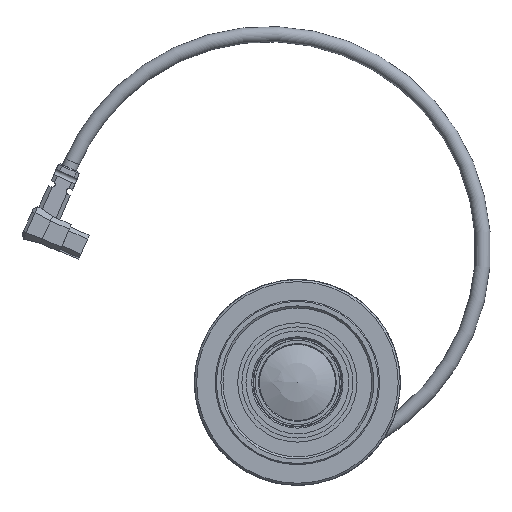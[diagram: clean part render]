
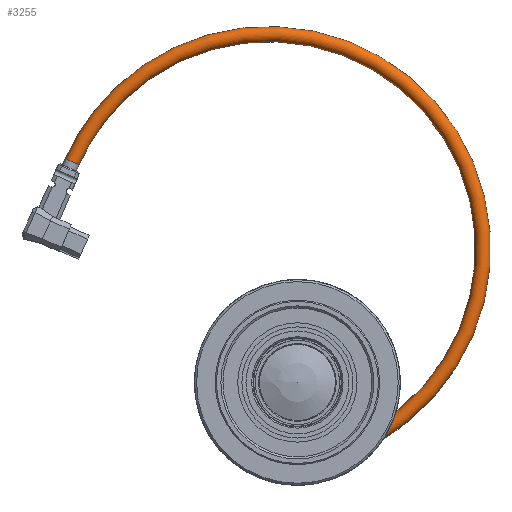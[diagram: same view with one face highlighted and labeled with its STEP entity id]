
A CAD part, left-side view. The second image highlights one B-rep face of the part: STEP entity #3255.
In plain terms, the highlighted toroidal (fillet/blend) face has major radius 52.145 mm and minor radius 1.85 mm.
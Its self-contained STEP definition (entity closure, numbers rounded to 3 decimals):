
#135=B_SPLINE_CURVE_WITH_KNOTS('',3,(#17212,#17213,#17214,#17215,#17216,
#17217,#17218,#17219,#17220,#17221,#17222,#17223,#17224,#17225),
 .UNSPECIFIED.,.F.,.F.,(4,2,2,2,2,2,4),(0.,0.125,0.25,0.375,0.5,0.75,1.),
 .UNSPECIFIED.);
#137=B_SPLINE_CURVE_WITH_KNOTS('',3,(#17270,#17271,#17272,#17273),
 .UNSPECIFIED.,.F.,.F.,(4,4),(0.,1.),.UNSPECIFIED.);
#138=B_SPLINE_CURVE_WITH_KNOTS('',3,(#17275,#17276,#17277,#17278),
 .UNSPECIFIED.,.F.,.F.,(4,4),(0.,1.),.UNSPECIFIED.);
#140=B_SPLINE_CURVE_WITH_KNOTS('',3,(#17289,#17290,#17291,#17292,#17293,
#17294,#17295,#17296,#17297,#17298),.UNSPECIFIED.,.F.,.F.,(4,2,2,2,4),(0.,
0.125,0.25,0.5,1.),.UNSPECIFIED.);
#866=TOROIDAL_SURFACE('',#12802,52.145,1.85);
#3255=ADVANCED_FACE('',(#4021,#4022),#866,.T.);
#4021=FACE_BOUND('',#4663,.T.);
#4022=FACE_BOUND('',#4664,.T.);
#4663=EDGE_LOOP('',(#6315));
#4664=EDGE_LOOP('',(#6316,#6317,#6318,#6319));
#6315=ORIENTED_EDGE('',*,*,#10881,.F.);
#6316=ORIENTED_EDGE('',*,*,#10888,.F.);
#6317=ORIENTED_EDGE('',*,*,#10886,.T.);
#6318=ORIENTED_EDGE('',*,*,#10871,.F.);
#6319=ORIENTED_EDGE('',*,*,#10885,.T.);
#9224=VERTEX_POINT('',#17211);
#9225=VERTEX_POINT('',#17226);
#9234=VERTEX_POINT('',#17261);
#9236=VERTEX_POINT('',#17269);
#9237=VERTEX_POINT('',#17279);
#10871=EDGE_CURVE('',#9224,#9225,#135,.T.);
#10881=EDGE_CURVE('',#9234,#9234,#12204,.T.);
#10885=EDGE_CURVE('',#9224,#9236,#137,.T.);
#10886=EDGE_CURVE('',#9237,#9225,#138,.T.);
#10888=EDGE_CURVE('',#9237,#9236,#140,.T.);
#12204=CIRCLE('',#12796,1.85);
#12796=AXIS2_PLACEMENT_3D('',#17260,#14529,#14530);
#12802=AXIS2_PLACEMENT_3D('',#17299,#14544,#14545);
#14529=DIRECTION('',(0.,0.406,-0.914));
#14530=DIRECTION('',(0.,0.914,0.406));
#14544=DIRECTION('',(-1.,0.,0.));
#14545=DIRECTION('',(0.,-0.927,0.375));
#17211=CARTESIAN_POINT('',(-9.285,-23.055,-9.668));
#17212=CARTESIAN_POINT('',(-9.285,-23.055,-9.668));
#17213=CARTESIAN_POINT('',(-9.238,-23.237,-9.235));
#17214=CARTESIAN_POINT('',(-9.14,-23.405,-8.797));
#17215=CARTESIAN_POINT('',(-8.781,-23.702,-7.964));
#17216=CARTESIAN_POINT('',(-8.524,-23.83,-7.563));
#17217=CARTESIAN_POINT('',(-7.721,-23.984,-7.058));
#17218=CARTESIAN_POINT('',(-7.173,-23.98,-7.072));
#17219=CARTESIAN_POINT('',(-6.393,-23.822,-7.588));
#17220=CARTESIAN_POINT('',(-6.136,-23.69,-7.999));
#17221=CARTESIAN_POINT('',(-5.616,-23.247,-9.238));
#17222=CARTESIAN_POINT('',(-5.559,-22.874,-10.131));
#17223=CARTESIAN_POINT('',(-5.759,-22.049,-11.821));
#17224=CARTESIAN_POINT('',(-5.984,-21.574,-12.654));
#17225=CARTESIAN_POINT('',(-6.584,-21.182,-13.278));
#17226=CARTESIAN_POINT('',(-6.584,-21.182,-13.278));
#17260=CARTESIAN_POINT('',(-7.468,54.683,53.669));
#17261=CARTESIAN_POINT('',(-7.468,56.373,54.42));
#17269=CARTESIAN_POINT('',(-9.269,-22.293,-10.108));
#17270=CARTESIAN_POINT('',(-9.285,-23.055,-9.668));
#17271=CARTESIAN_POINT('',(-9.28,-22.801,-9.814));
#17272=CARTESIAN_POINT('',(-9.274,-22.547,-9.961));
#17273=CARTESIAN_POINT('',(-9.269,-22.293,-10.108));
#17275=CARTESIAN_POINT('',(-6.591,-20.142,-13.907));
#17276=CARTESIAN_POINT('',(-6.59,-20.492,-13.702));
#17277=CARTESIAN_POINT('',(-6.587,-20.838,-13.492));
#17278=CARTESIAN_POINT('',(-6.584,-21.182,-13.278));
#17279=CARTESIAN_POINT('',(-6.591,-20.142,-13.907));
#17289=CARTESIAN_POINT('',(-6.591,-20.142,-13.907));
#17290=CARTESIAN_POINT('',(-6.763,-20.017,-14.088));
#17291=CARTESIAN_POINT('',(-6.979,-19.9,-14.253));
#17292=CARTESIAN_POINT('',(-7.524,-19.809,-14.379));
#17293=CARTESIAN_POINT('',(-7.82,-19.864,-14.303));
#17294=CARTESIAN_POINT('',(-8.485,-20.165,-13.879));
#17295=CARTESIAN_POINT('',(-8.728,-20.464,-13.439));
#17296=CARTESIAN_POINT('',(-9.29,-21.303,-12.101));
#17297=CARTESIAN_POINT('',(-9.402,-21.842,-11.102));
#17298=CARTESIAN_POINT('',(-9.269,-22.293,-10.108));
#17299=CARTESIAN_POINT('',(-7.468,7.029,32.497));
